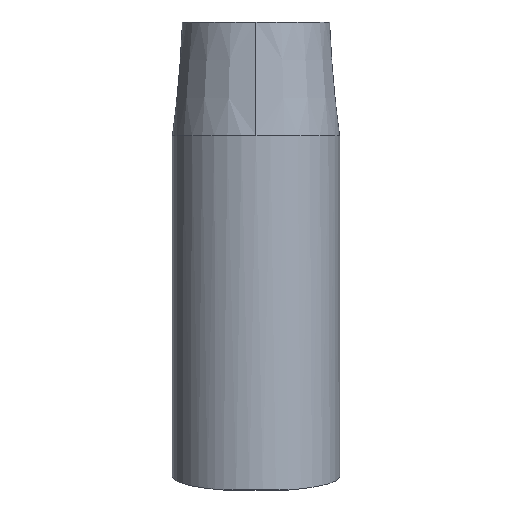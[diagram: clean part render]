
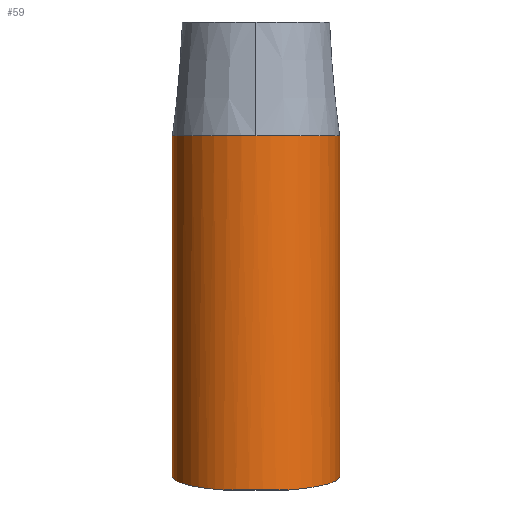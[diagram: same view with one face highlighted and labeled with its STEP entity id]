
A CAD part, top view. The second image highlights one B-rep face of the part: STEP entity #59.
In plain terms, the highlighted cylindrical face has radius 5 mm (diameter 10 mm), a partial arc.
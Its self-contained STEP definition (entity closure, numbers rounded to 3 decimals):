
#18 = CARTESIAN_POINT ( 'NONE',  ( -5., -6.8, 0. ) ) ;
#53 = CARTESIAN_POINT ( 'NONE',  ( -1.943, -28., 4.607 ) ) ;
#59 = ADVANCED_FACE ( 'NONE', ( #622 ), #1139, .T. ) ;
#82 = DIRECTION ( 'NONE',  ( -1., 0., 0. ) ) ;
#98 = VERTEX_POINT ( 'NONE', #607 ) ;
#153 = EDGE_CURVE ( 'NONE', #789, #1352, #379, .T. ) ;
#154 = AXIS2_PLACEMENT_3D ( 'NONE', #679, #692, #1322 ) ;
#161 = CARTESIAN_POINT ( 'NONE',  ( -5., 23., 0. ) ) ;
#164 = ORIENTED_EDGE ( 'NONE', *, *, #203, .F. ) ;
#172 = VERTEX_POINT ( 'NONE', #849 ) ;
#179 = DIRECTION ( 'NONE',  ( 0., 1., 0. ) ) ;
#197 = VERTEX_POINT ( 'NONE', #18 ) ;
#203 = EDGE_CURVE ( 'NONE', #172, #1352, #204, .T. ) ;
#204 = CIRCLE ( 'NONE', #431, 5. ) ;
#262 = CARTESIAN_POINT ( 'NONE',  ( 5., -6.8, 0. ) ) ;
#269 = VECTOR ( 'NONE', #581, 1000. ) ;
#310 = ORIENTED_EDGE ( 'NONE', *, *, #1349, .T. ) ;
#321 =( BOUNDED_CURVE ( )  B_SPLINE_CURVE ( 3, ( #1004, #776, #370, #1218 ),
 .UNSPECIFIED., .F., .T. ) 
 B_SPLINE_CURVE_WITH_KNOTS ( ( 4, 4 ),
 ( 3.541, 4.712 ),
 .UNSPECIFIED. ) 
 CURVE ( )  GEOMETRIC_REPRESENTATION_ITEM ( )  RATIONAL_B_SPLINE_CURVE ( ( 1., 0.889, 0.889, 1. ) ) 
 REPRESENTATION_ITEM ( '' )  );
#330 = CARTESIAN_POINT ( 'NONE',  ( -3.854, -27.858, 3.801 ) ) ;
#347 = CARTESIAN_POINT ( 'NONE',  ( -5., -27.553, 2.073 ) ) ;
#359 = CARTESIAN_POINT ( 'NONE',  ( -5., -27.188, 0. ) ) ;
#361 = CARTESIAN_POINT ( 'NONE',  ( 0., -28., 0. ) ) ;
#367 = DIRECTION ( 'NONE',  ( 0., 0., -1. ) ) ;
#370 = CARTESIAN_POINT ( 'NONE',  ( 5., -27.553, 2.073 ) ) ;
#371 = ORIENTED_EDGE ( 'NONE', *, *, #153, .T. ) ;
#379 =( BOUNDED_CURVE ( )  B_SPLINE_CURVE ( 3, ( #544, #347, #330, #53 ),
 .UNSPECIFIED., .F., .F. ) 
 B_SPLINE_CURVE_WITH_KNOTS ( ( 4, 4 ),
 ( 1.571, 2.742 ),
 .UNSPECIFIED. ) 
 CURVE ( )  GEOMETRIC_REPRESENTATION_ITEM ( )  RATIONAL_B_SPLINE_CURVE ( ( 1., 0.889, 0.889, 1. ) ) 
 REPRESENTATION_ITEM ( '' )  );
#401 = VECTOR ( 'NONE', #871, 1000. ) ;
#431 = AXIS2_PLACEMENT_3D ( 'NONE', #361, #975, #658 ) ;
#485 = EDGE_LOOP ( 'NONE', ( #310, #586, #996, #875, #1369, #371, #164 ) ) ;
#487 = CARTESIAN_POINT ( 'NONE',  ( 5., 23., 0. ) ) ;
#544 = CARTESIAN_POINT ( 'NONE',  ( -5., -27.188, 0. ) ) ;
#580 = AXIS2_PLACEMENT_3D ( 'NONE', #772, #672, #367 ) ;
#581 = DIRECTION ( 'NONE',  ( 0., 1., 0. ) ) ;
#586 = ORIENTED_EDGE ( 'NONE', *, *, #900, .T. ) ;
#607 = CARTESIAN_POINT ( 'NONE',  ( 0., -6.8, 5. ) ) ;
#622 = FACE_OUTER_BOUND ( 'NONE', #485, .T. ) ;
#658 = DIRECTION ( 'NONE',  ( 1., 0., 0. ) ) ;
#672 = DIRECTION ( 'NONE',  ( 0., -1., 0. ) ) ;
#679 = CARTESIAN_POINT ( 'NONE',  ( 0., -6.8, 0. ) ) ;
#692 = DIRECTION ( 'NONE',  ( 0., -1., 0. ) ) ;
#735 = VERTEX_POINT ( 'NONE', #1324 ) ;
#772 = CARTESIAN_POINT ( 'NONE',  ( 0., -6.8, 0. ) ) ;
#776 = CARTESIAN_POINT ( 'NONE',  ( 3.854, -27.858, 3.801 ) ) ;
#789 = VERTEX_POINT ( 'NONE', #359 ) ;
#809 = CIRCLE ( 'NONE', #154, 5. ) ;
#836 = AXIS2_PLACEMENT_3D ( 'NONE', #906, #179, #82 ) ;
#849 = CARTESIAN_POINT ( 'NONE',  ( 1.943, -28., 4.607 ) ) ;
#871 = DIRECTION ( 'NONE',  ( 0., 1., 0. ) ) ;
#875 = ORIENTED_EDGE ( 'NONE', *, *, #951, .T. ) ;
#877 = LINE ( 'NONE', #487, #401 ) ;
#900 = EDGE_CURVE ( 'NONE', #735, #961, #877, .T. ) ;
#906 = CARTESIAN_POINT ( 'NONE',  ( 0., 23., 0. ) ) ;
#951 = EDGE_CURVE ( 'NONE', #98, #197, #809, .T. ) ;
#961 = VERTEX_POINT ( 'NONE', #262 ) ;
#975 = DIRECTION ( 'NONE',  ( 0., -1., 0. ) ) ;
#991 = EDGE_CURVE ( 'NONE', #789, #197, #1104, .T. ) ;
#993 = CIRCLE ( 'NONE', #580, 5. ) ;
#996 = ORIENTED_EDGE ( 'NONE', *, *, #1015, .T. ) ;
#1004 = CARTESIAN_POINT ( 'NONE',  ( 1.943, -28., 4.607 ) ) ;
#1015 = EDGE_CURVE ( 'NONE', #961, #98, #993, .T. ) ;
#1104 = LINE ( 'NONE', #161, #269 ) ;
#1139 = CYLINDRICAL_SURFACE ( 'NONE', #836, 5. ) ;
#1218 = CARTESIAN_POINT ( 'NONE',  ( 5., -27.188, 0. ) ) ;
#1319 = CARTESIAN_POINT ( 'NONE',  ( -1.943, -28., 4.607 ) ) ;
#1322 = DIRECTION ( 'NONE',  ( 0., 0., -1. ) ) ;
#1324 = CARTESIAN_POINT ( 'NONE',  ( 5., -27.188, 0. ) ) ;
#1349 = EDGE_CURVE ( 'NONE', #172, #735, #321, .T. ) ;
#1352 = VERTEX_POINT ( 'NONE', #1319 ) ;
#1369 = ORIENTED_EDGE ( 'NONE', *, *, #991, .F. ) ;
